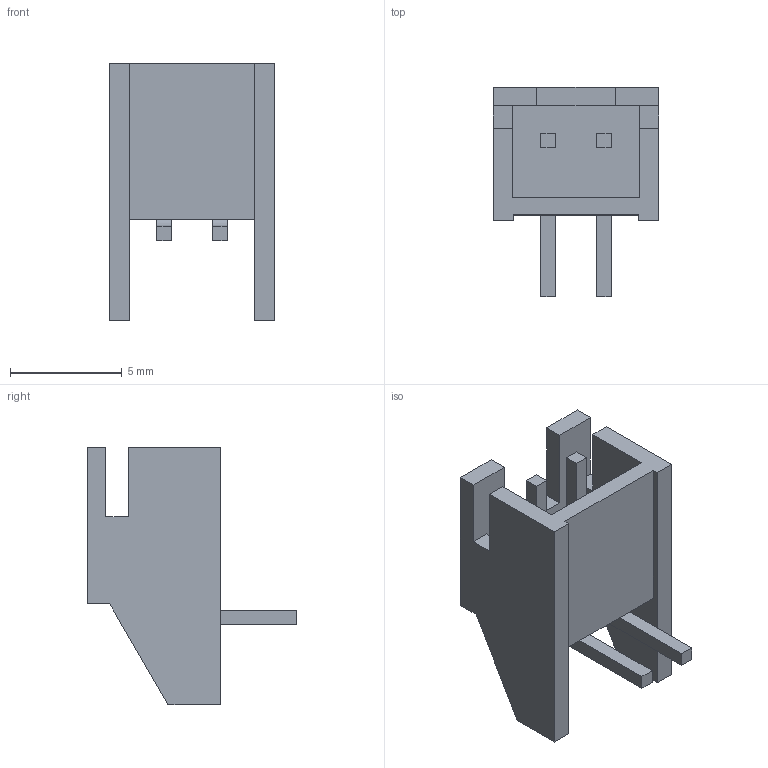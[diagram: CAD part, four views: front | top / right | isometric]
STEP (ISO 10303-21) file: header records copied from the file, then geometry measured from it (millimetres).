
FILE_DESCRIPTION (( 'STEP AP214' ), '1' );
FILE_NAME ('S2B-XH-A-1.STEP', '2022-07-08T02:15:06', ( '' ), ( '' ), 'SwSTEP 2.0', 'SolidWorks 2022', '' );
FILE_SCHEMA (( 'AUTOMOTIVE_DESIGN' ));
Length unit declared in the file: millimetre
Products named in the file (5): Body; S2B-XH-A-1; Pins; New Marking; JST Logo
Assembly tree (4 placements, depth 2):
  S2B-XH-A-1
    Pins
    Body
    New Marking
    JST Logo
Bounding box: 7.4 x 9.35 x 11.5 mm (x, y, z)
Volume: 211.8 mm3; surface area: 488.5 mm2
Topology: 9 solids, 9 shells, 112 faces, 282 edges, 188 vertices
Faces by surface type: plane 77, bspline 31, cylinder 4
Entity records: 3725 total; most frequent: CARTESIAN_POINT 998, ORIENTED_EDGE 564, DIRECTION 402, EDGE_CURVE 282, LINE 210, VECTOR 210, VERTEX_POINT 188, ADVANCED_FACE 112
